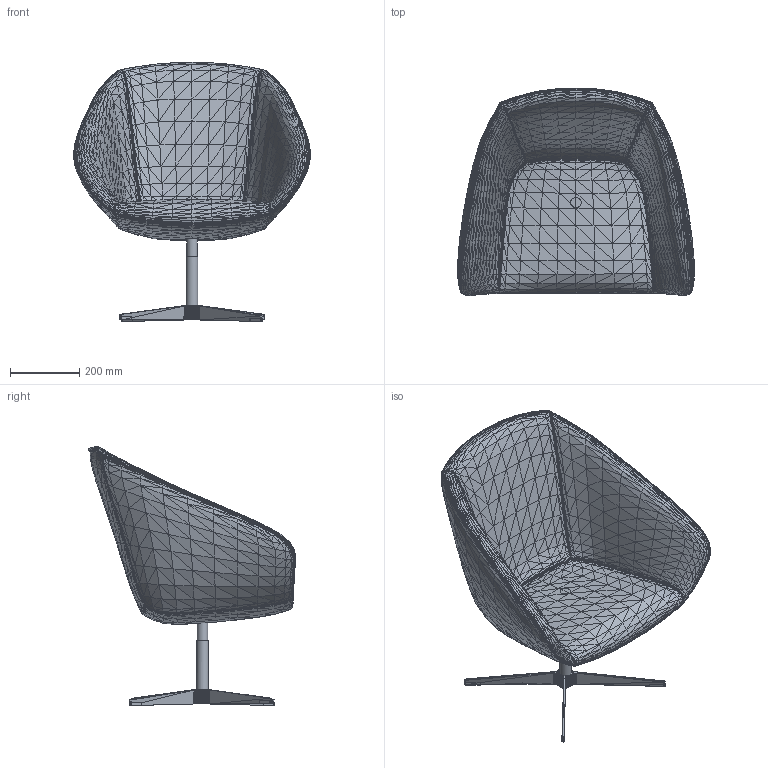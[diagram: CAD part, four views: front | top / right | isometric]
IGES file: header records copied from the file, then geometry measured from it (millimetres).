
Global section: file name: SF05QUADRALSTBS; native system: AutoCAD 2017 - English; preprocessor: Autodesk Translation Framework DWG producer (atf_dwg_producer); organization: unknown; date: 20210903.122804; units: millimetre
Bounding box: 682.67 x 597.93 x 746.57 mm (x, y, z)
Volume: 2067.5 mm3; surface area: 1570299.1 mm2
Topology: 4 solids, 4 shells, 9102 faces, 27296 edges, 27252 vertices
Faces by surface type: bspline 9100, revolution 2
